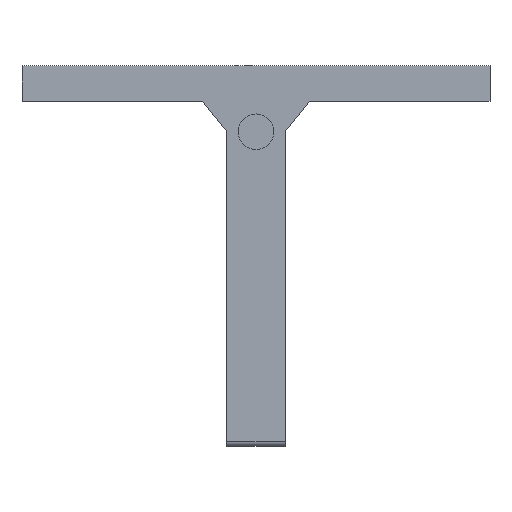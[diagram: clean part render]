
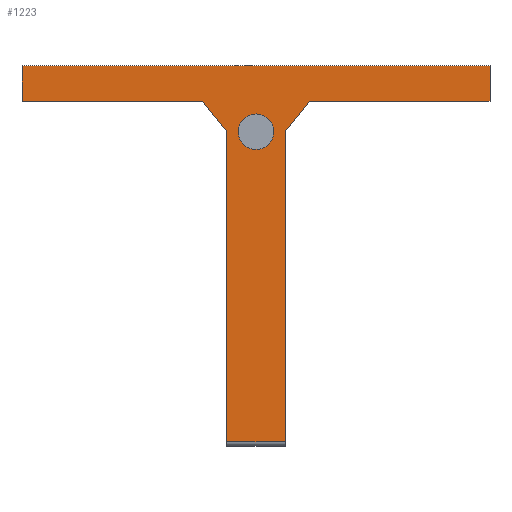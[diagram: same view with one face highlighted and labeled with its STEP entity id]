
A CAD part, top view. The second image highlights one B-rep face of the part: STEP entity #1223.
In plain terms, the highlighted planar face has unit normal (0, 0, 1).
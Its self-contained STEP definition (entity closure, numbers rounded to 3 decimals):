
#8 = DIRECTION ( 'NONE',  ( 0., 0., -1. ) ) ;
#13 = DIRECTION ( 'NONE',  ( 0., 0., 1. ) ) ;
#17 = EDGE_CURVE ( 'NONE', #1248, #2494, #619, .T. ) ;
#27 = FACE_BOUND ( 'NONE', #1399, .T. ) ;
#32 = VERTEX_POINT ( 'NONE', #605 ) ;
#157 = ORIENTED_EDGE ( 'NONE', *, *, #2013, .F. ) ;
#177 = CARTESIAN_POINT ( 'NONE',  ( -2.875, 27.823, 4.75 ) ) ;
#187 = VECTOR ( 'NONE', #2474, 1000. ) ;
#189 = CARTESIAN_POINT ( 'NONE',  ( -1.75, 27.823, 4.75 ) ) ;
#208 = VECTOR ( 'NONE', #1893, 1000. ) ;
#247 = AXIS2_PLACEMENT_3D ( 'NONE', #766, #2134, #960 ) ;
#256 = VERTEX_POINT ( 'NONE', #2022 ) ;
#266 = ORIENTED_EDGE ( 'NONE', *, *, #308, .F. ) ;
#277 = ORIENTED_EDGE ( 'NONE', *, *, #405, .T. ) ;
#304 = LINE ( 'NONE', #1998, #187 ) ;
#308 = EDGE_CURVE ( 'NONE', #32, #2268, #818, .T. ) ;
#327 = CARTESIAN_POINT ( 'NONE',  ( 2.875, 27.823, 4.75 ) ) ;
#334 = DIRECTION ( 'NONE',  ( -1., 0., 0. ) ) ;
#343 = CARTESIAN_POINT ( 'NONE',  ( 2.875, 27.823, 4.75 ) ) ;
#372 = DIRECTION ( 'NONE',  ( 0., -1., 0. ) ) ;
#383 = VERTEX_POINT ( 'NONE', #2207 ) ;
#389 = PLANE ( 'NONE',  #1281 ) ;
#405 = EDGE_CURVE ( 'NONE', #805, #662, #304, .T. ) ;
#429 = ORIENTED_EDGE ( 'NONE', *, *, #1879, .T. ) ;
#430 = ORIENTED_EDGE ( 'NONE', *, *, #1132, .T. ) ;
#432 = VECTOR ( 'NONE', #2534, 1000. ) ;
#467 = LINE ( 'NONE', #2123, #2435 ) ;
#488 = DIRECTION ( 'NONE',  ( -1., 0., 0. ) ) ;
#524 = CARTESIAN_POINT ( 'NONE',  ( 23.075, 30.823, 4.75 ) ) ;
#529 = LINE ( 'NONE', #812, #2498 ) ;
#563 = VECTOR ( 'NONE', #1580, 1000. ) ;
#592 = VECTOR ( 'NONE', #334, 1000. ) ;
#596 = VECTOR ( 'NONE', #2335, 1000. ) ;
#605 = CARTESIAN_POINT ( 'NONE',  ( -5.288, 30.823, 4.75 ) ) ;
#619 = LINE ( 'NONE', #1594, #563 ) ;
#630 = DIRECTION ( 'NONE',  ( 0.627, -0.779, 0. ) ) ;
#645 = LINE ( 'NONE', #524, #592 ) ;
#648 = LINE ( 'NONE', #2126, #596 ) ;
#662 = VERTEX_POINT ( 'NONE', #1746 ) ;
#690 = VECTOR ( 'NONE', #372, 1000. ) ;
#711 = LINE ( 'NONE', #343, #208 ) ;
#766 = CARTESIAN_POINT ( 'NONE',  ( 0., 27.823, 4.75 ) ) ;
#779 = ORIENTED_EDGE ( 'NONE', *, *, #17, .F. ) ;
#805 = VERTEX_POINT ( 'NONE', #177 ) ;
#812 = CARTESIAN_POINT ( 'NONE',  ( -2.875, 27.823, 4.75 ) ) ;
#818 = LINE ( 'NONE', #1842, #1344 ) ;
#822 = EDGE_CURVE ( 'NONE', #1248, #1030, #2518, .T. ) ;
#951 = CARTESIAN_POINT ( 'NONE',  ( 1.75, 27.823, 4.75 ) ) ;
#960 = DIRECTION ( 'NONE',  ( 1., 0., 0. ) ) ;
#974 = EDGE_CURVE ( 'NONE', #1030, #2268, #2365, .T. ) ;
#990 = VERTEX_POINT ( 'NONE', #951 ) ;
#998 = FACE_OUTER_BOUND ( 'NONE', #1722, .T. ) ;
#1001 = ORIENTED_EDGE ( 'NONE', *, *, #1455, .T. ) ;
#1030 = VERTEX_POINT ( 'NONE', #1145 ) ;
#1047 = ORIENTED_EDGE ( 'NONE', *, *, #1230, .F. ) ;
#1051 = CIRCLE ( 'NONE', #247, 1.75 ) ;
#1132 = EDGE_CURVE ( 'NONE', #662, #256, #648, .T. ) ;
#1145 = CARTESIAN_POINT ( 'NONE',  ( -23.075, 34.323, 4.75 ) ) ;
#1150 = CARTESIAN_POINT ( 'NONE',  ( 23.075, 34.323, 4.75 ) ) ;
#1164 = CARTESIAN_POINT ( 'NONE',  ( 23.075, 34.323, 4.75 ) ) ;
#1170 = CARTESIAN_POINT ( 'NONE',  ( 0., 27.823, 4.75 ) ) ;
#1183 = EDGE_CURVE ( 'NONE', #990, #1700, #1051, .T. ) ;
#1223 = ADVANCED_FACE ( 'NONE', ( #998, #27 ), #389, .F. ) ;
#1230 = EDGE_CURVE ( 'NONE', #1700, #990, #1839, .T. ) ;
#1248 = VERTEX_POINT ( 'NONE', #1385 ) ;
#1254 = CARTESIAN_POINT ( 'NONE',  ( -23.075, 30.823, 4.75 ) ) ;
#1281 = AXIS2_PLACEMENT_3D ( 'NONE', #1164, #8, #1369 ) ;
#1326 = CARTESIAN_POINT ( 'NONE',  ( 23.075, 30.823, 4.75 ) ) ;
#1344 = VECTOR ( 'NONE', #488, 1000. ) ;
#1369 = DIRECTION ( 'NONE',  ( 0., 1., 0. ) ) ;
#1378 = DIRECTION ( 'NONE',  ( 1., 0., 0. ) ) ;
#1385 = CARTESIAN_POINT ( 'NONE',  ( 23.075, 34.323, 4.75 ) ) ;
#1399 = EDGE_LOOP ( 'NONE', ( #2135, #1047 ) ) ;
#1424 = AXIS2_PLACEMENT_3D ( 'NONE', #1170, #13, #1378 ) ;
#1455 = EDGE_CURVE ( 'NONE', #2198, #383, #711, .T. ) ;
#1486 = ORIENTED_EDGE ( 'NONE', *, *, #2054, .T. ) ;
#1580 = DIRECTION ( 'NONE',  ( 0., -1., 0. ) ) ;
#1594 = CARTESIAN_POINT ( 'NONE',  ( 23.075, 34.323, 4.75 ) ) ;
#1700 = VERTEX_POINT ( 'NONE', #189 ) ;
#1722 = EDGE_LOOP ( 'NONE', ( #1854, #2299, #266, #429, #277, #430, #1486, #1001, #157, #779 ) ) ;
#1746 = CARTESIAN_POINT ( 'NONE',  ( -2.875, -2.727, 4.75 ) ) ;
#1839 = CIRCLE ( 'NONE', #1424, 1.75 ) ;
#1842 = CARTESIAN_POINT ( 'NONE',  ( 23.075, 30.823, 4.75 ) ) ;
#1854 = ORIENTED_EDGE ( 'NONE', *, *, #822, .T. ) ;
#1879 = EDGE_CURVE ( 'NONE', #32, #805, #529, .T. ) ;
#1893 = DIRECTION ( 'NONE',  ( 0.627, 0.779, 0. ) ) ;
#1929 = CARTESIAN_POINT ( 'NONE',  ( -23.075, 34.323, 4.75 ) ) ;
#1998 = CARTESIAN_POINT ( 'NONE',  ( -2.875, 27.823, 4.75 ) ) ;
#2013 = EDGE_CURVE ( 'NONE', #2494, #383, #645, .T. ) ;
#2022 = CARTESIAN_POINT ( 'NONE',  ( 2.875, -2.727, 4.75 ) ) ;
#2054 = EDGE_CURVE ( 'NONE', #256, #2198, #467, .T. ) ;
#2123 = CARTESIAN_POINT ( 'NONE',  ( 2.875, 27.823, 4.75 ) ) ;
#2126 = CARTESIAN_POINT ( 'NONE',  ( 2.875, -2.727, 4.75 ) ) ;
#2134 = DIRECTION ( 'NONE',  ( 0., 0., 1. ) ) ;
#2135 = ORIENTED_EDGE ( 'NONE', *, *, #1183, .F. ) ;
#2198 = VERTEX_POINT ( 'NONE', #327 ) ;
#2207 = CARTESIAN_POINT ( 'NONE',  ( 5.288, 30.823, 4.75 ) ) ;
#2268 = VERTEX_POINT ( 'NONE', #1254 ) ;
#2299 = ORIENTED_EDGE ( 'NONE', *, *, #974, .T. ) ;
#2333 = DIRECTION ( 'NONE',  ( 0., 1., 0. ) ) ;
#2335 = DIRECTION ( 'NONE',  ( 1., 0., 0. ) ) ;
#2365 = LINE ( 'NONE', #1929, #690 ) ;
#2435 = VECTOR ( 'NONE', #2333, 1000. ) ;
#2474 = DIRECTION ( 'NONE',  ( 0., -1., 0. ) ) ;
#2494 = VERTEX_POINT ( 'NONE', #1326 ) ;
#2498 = VECTOR ( 'NONE', #630, 1000. ) ;
#2518 = LINE ( 'NONE', #1150, #432 ) ;
#2534 = DIRECTION ( 'NONE',  ( -1., 0., 0. ) ) ;
